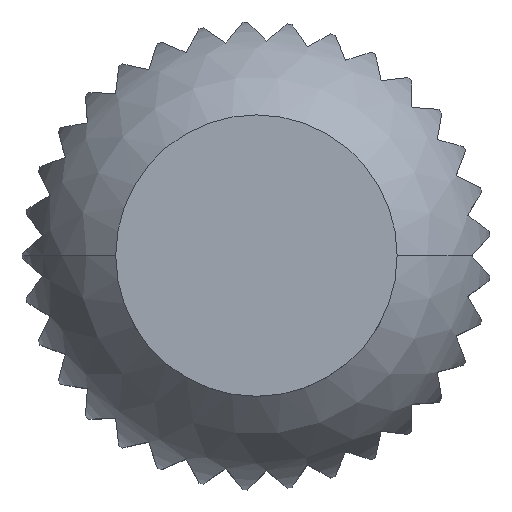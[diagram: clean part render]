
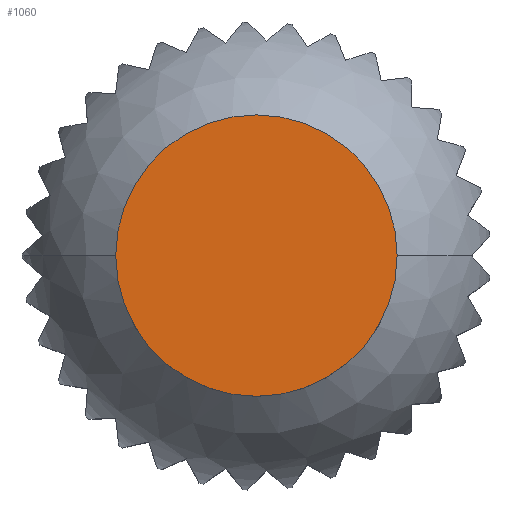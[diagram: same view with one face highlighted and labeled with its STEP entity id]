
A CAD part, top view. The second image highlights one B-rep face of the part: STEP entity #1060.
In plain terms, the highlighted planar face has unit normal (0, 0, 1).
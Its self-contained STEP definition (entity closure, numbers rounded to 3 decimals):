
#524=VERTEX_POINT('',#1329);
#756=EDGE_CURVE('',#524,#1152,#1605,.T.);
#760=EDGE_CURVE('',#1152,#524,#1610,.T.);
#1060=ADVANCED_FACE('',(#1960),#1961,.T.);
#1152=VERTEX_POINT('',#2063);
#1329=CARTESIAN_POINT('',(-7.5,0.,66.5));
#1605=CIRCLE('',#2613,7.5);
#1610=CIRCLE('',#2619,7.5);
#1960=FACE_OUTER_BOUND('',#3047,.T.);
#1961=PLANE('',#3048);
#2063=CARTESIAN_POINT('',(7.5,0.,66.5));
#2613=AXIS2_PLACEMENT_3D('',#3721,#3722,#3723);
#2619=AXIS2_PLACEMENT_3D('',#3730,#3731,#3732);
#3047=EDGE_LOOP('',(#4196,#4197));
#3048=AXIS2_PLACEMENT_3D('',#4198,#4199,#4200);
#3721=CARTESIAN_POINT('',(0.,0.,66.5));
#3722=DIRECTION('',(0.0,0.0,1.0));
#3723=DIRECTION('',(1.0,0.,0.0));
#3730=CARTESIAN_POINT('',(0.,0.,66.5));
#3731=DIRECTION('',(0.0,0.0,1.0));
#3732=DIRECTION('',(1.0,0.,0.0));
#4196=ORIENTED_EDGE('',*,*,#760,.T.);
#4197=ORIENTED_EDGE('',*,*,#756,.T.);
#4198=CARTESIAN_POINT('',(3.75,0.,66.5));
#4199=DIRECTION('',(0.0,0.0,1.0));
#4200=DIRECTION('',(-1.0,0.,0.0));
